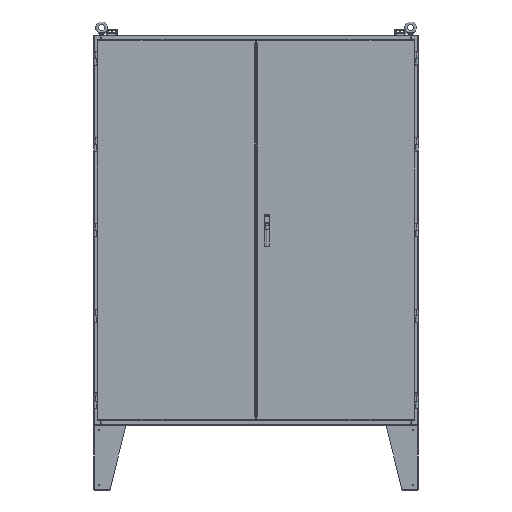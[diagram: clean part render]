
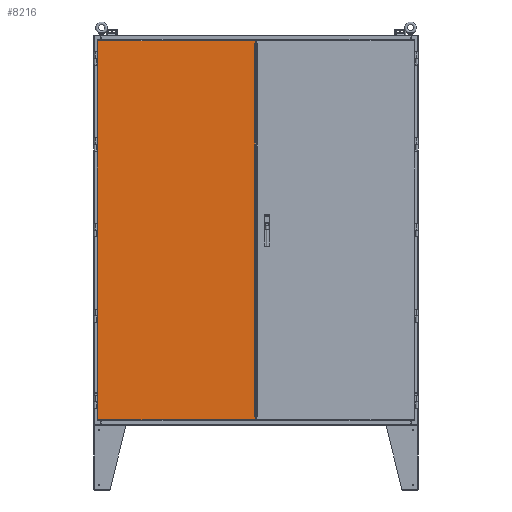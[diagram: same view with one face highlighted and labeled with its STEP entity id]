
A CAD part, front view. The second image highlights one B-rep face of the part: STEP entity #8216.
In plain terms, the highlighted planar face has unit normal (0, -1, 0).
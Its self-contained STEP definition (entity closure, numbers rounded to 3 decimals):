
#8216 = ADVANCED_FACE( '', ( #17328 ), #17329, .T. );
#17328 = FACE_OUTER_BOUND( '', #34892, .T. );
#17329 = PLANE( '', #34893 );
#34892 = EDGE_LOOP( '', ( #64614, #64615, #64616, #64617, #64618, #64619, #64620, #64621, #64622, #64623 ) );
#34893 = AXIS2_PLACEMENT_3D( '', #64624, #64625, #64626 );
#64614 = ORIENTED_EDGE( '', *, *, #73709, .F. );
#64615 = ORIENTED_EDGE( '', *, *, #75836, .T. );
#64616 = ORIENTED_EDGE( '', *, *, #81189, .T. );
#64617 = ORIENTED_EDGE( '', *, *, #76558, .T. );
#64618 = ORIENTED_EDGE( '', *, *, #80487, .T. );
#64619 = ORIENTED_EDGE( '', *, *, #75913, .T. );
#64620 = ORIENTED_EDGE( '', *, *, #81190, .T. );
#64621 = ORIENTED_EDGE( '', *, *, #81191, .F. );
#64622 = ORIENTED_EDGE( '', *, *, #76030, .F. );
#64623 = ORIENTED_EDGE( '', *, *, #81192, .T. );
#64624 = CARTESIAN_POINT( '', ( 0., 0., 0. ) );
#64625 = DIRECTION( '', ( 0., -1., 0. ) );
#64626 = DIRECTION( '', ( 0., 0., -1. ) );
#73709 = EDGE_CURVE( '', #84140, #84136, #84142, .T. );
#75836 = EDGE_CURVE( '', #84140, #87743, #87745, .T. );
#75913 = EDGE_CURVE( '', #87862, #87867, #87869, .T. );
#76030 = EDGE_CURVE( '', #88055, #88057, #88058, .T. );
#76558 = EDGE_CURVE( '', #88867, #88869, #88871, .T. );
#80487 = EDGE_CURVE( '', #88869, #87862, #94451, .T. );
#81189 = EDGE_CURVE( '', #87743, #88867, #95279, .T. );
#81190 = EDGE_CURVE( '', #87867, #95280, #95281, .T. );
#81191 = EDGE_CURVE( '', #88057, #95280, #95282, .T. );
#81192 = EDGE_CURVE( '', #88055, #84136, #95283, .T. );
#84136 = VERTEX_POINT( '', #101145 );
#84140 = VERTEX_POINT( '', #101151 );
#84142 = LINE( '', #101154, #101155 );
#87743 = VERTEX_POINT( '', #111040 );
#87745 = LINE( '', #111043, #111044 );
#87862 = VERTEX_POINT( '', #111303 );
#87867 = VERTEX_POINT( '', #111318 );
#87869 = LINE( '', #111320, #111321 );
#88055 = VERTEX_POINT( '', #111789 );
#88057 = VERTEX_POINT( '', #111792 );
#88058 = LINE( '', #111793, #111794 );
#88867 = VERTEX_POINT( '', #113960 );
#88869 = VERTEX_POINT( '', #113962 );
#88871 = LINE( '', #113973, #113974 );
#94451 = LINE( '', #130672, #130673 );
#95279 = LINE( '', #132808, #132809 );
#95280 = VERTEX_POINT( '', #132810 );
#95281 = LINE( '', #132811, #132812 );
#95282 = LINE( '', #132813, #132814 );
#95283 = LINE( '', #132815, #132816 );
#101145 = CARTESIAN_POINT( '', ( 368.313, 0., 874.065 ) );
#101151 = CARTESIAN_POINT( '', ( 368.313, 0., 874.067 ) );
#101154 = CARTESIAN_POINT( '', ( 368.313, 0., -874.067 ) );
#101155 = VECTOR( '', #136031, 1000. );
#111040 = CARTESIAN_POINT( '', ( 371.793, 0., 874.067 ) );
#111043 = CARTESIAN_POINT( '', ( 371.793, 0., 874.067 ) );
#111044 = VECTOR( '', #137263, 1000. );
#111303 = CARTESIAN_POINT( '', ( -368.313, 0., -888.695 ) );
#111318 = CARTESIAN_POINT( '', ( 371.793, 0., -888.695 ) );
#111320 = CARTESIAN_POINT( '', ( 371.793, 0., -888.695 ) );
#111321 = VECTOR( '', #137310, 1000. );
#111789 = CARTESIAN_POINT( '', ( 368.313, 0., -874.065 ) );
#111792 = CARTESIAN_POINT( '', ( 368.313, 0., -874.067 ) );
#111793 = CARTESIAN_POINT( '', ( 368.313, 0., -874.067 ) );
#111794 = VECTOR( '', #137383, 1000. );
#113960 = CARTESIAN_POINT( '', ( 371.793, 0., 888.695 ) );
#113962 = CARTESIAN_POINT( '', ( -368.313, 0., 888.695 ) );
#113973 = CARTESIAN_POINT( '', ( -371.793, 0., 888.695 ) );
#113974 = VECTOR( '', #137725, 1000. );
#130672 = CARTESIAN_POINT( '', ( -368.313, 0., -892.175 ) );
#130673 = VECTOR( '', #139863, 1000. );
#132808 = CARTESIAN_POINT( '', ( 371.793, 0., -892.175 ) );
#132809 = VECTOR( '', #140217, 1000. );
#132810 = CARTESIAN_POINT( '', ( 371.793, 0., -874.067 ) );
#132811 = CARTESIAN_POINT( '', ( 371.793, 0., -892.175 ) );
#132812 = VECTOR( '', #140218, 1000. );
#132813 = CARTESIAN_POINT( '', ( 371.793, 0., -874.067 ) );
#132814 = VECTOR( '', #140219, 1000. );
#132815 = CARTESIAN_POINT( '', ( 368.313, 0., -874.065 ) );
#132816 = VECTOR( '', #140220, 1000. );
#136031 = DIRECTION( '', ( 0., 0., -1. ) );
#137263 = DIRECTION( '', ( 1., 0., 0. ) );
#137310 = DIRECTION( '', ( 1., 0., 0. ) );
#137383 = DIRECTION( '', ( 0., 0., -1. ) );
#137725 = DIRECTION( '', ( -1., 0., 0. ) );
#139863 = DIRECTION( '', ( 0., 0., -1. ) );
#140217 = DIRECTION( '', ( 0., 0., 1. ) );
#140218 = DIRECTION( '', ( 0., 0., 1. ) );
#140219 = DIRECTION( '', ( 1., 0., 0. ) );
#140220 = DIRECTION( '', ( 0., 0., 1. ) );
